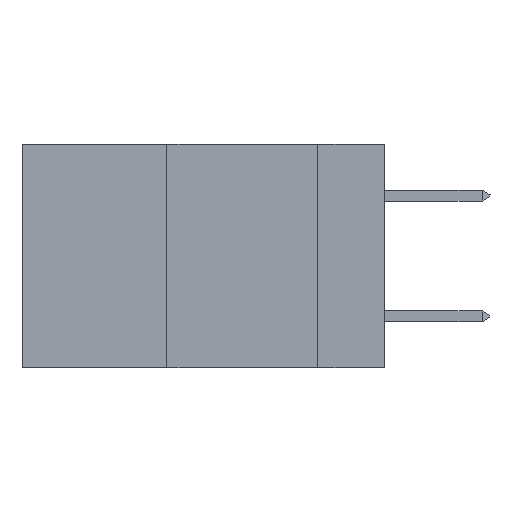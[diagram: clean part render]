
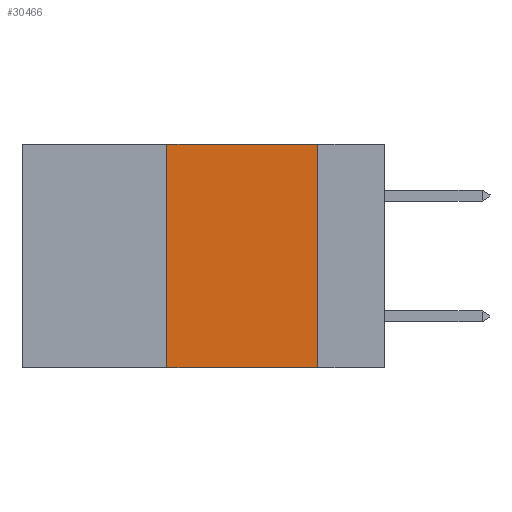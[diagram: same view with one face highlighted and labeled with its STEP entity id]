
A CAD part, left-side view. The second image highlights one B-rep face of the part: STEP entity #30466.
In plain terms, the highlighted planar face has unit normal (-1, 0, 0).
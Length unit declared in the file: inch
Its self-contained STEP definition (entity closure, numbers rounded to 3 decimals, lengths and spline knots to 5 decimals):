
#317 = VECTOR ( 'NONE', #30057, 39.37008 ) ;
#681 = VECTOR ( 'NONE', #7594, 39.37008 ) ;
#1428 = CARTESIAN_POINT ( 'NONE',  ( 0., 0.36, 0. ) ) ;
#2147 = VERTEX_POINT ( 'NONE', #8975 ) ;
#2485 = AXIS2_PLACEMENT_3D ( 'NONE', #14669, #27970, #3047 ) ;
#3047 = DIRECTION ( 'NONE',  ( 0., 0., -1. ) ) ;
#4913 = CARTESIAN_POINT ( 'NONE',  ( 0., 0.6, -0.37 ) ) ;
#5489 = LINE ( 'NONE', #16330, #6752 ) ;
#5993 = EDGE_CURVE ( 'NONE', #18882, #2147, #28384, .T. ) ;
#6752 = VECTOR ( 'NONE', #26940, 39.37008 ) ;
#6862 = EDGE_CURVE ( 'NONE', #17733, #9306, #21626, .T. ) ;
#7594 = DIRECTION ( 'NONE',  ( 0., -1., 0. ) ) ;
#7904 = ORIENTED_EDGE ( 'NONE', *, *, #5993, .F. ) ;
#8827 = FACE_OUTER_BOUND ( 'NONE', #22697, .T. ) ;
#8975 = CARTESIAN_POINT ( 'NONE',  ( 0., 0.11, -0.37 ) ) ;
#9048 = ORIENTED_EDGE ( 'NONE', *, *, #10669, .F. ) ;
#9306 = VERTEX_POINT ( 'NONE', #1428 ) ;
#10669 = EDGE_CURVE ( 'NONE', #9306, #18882, #5489, .T. ) ;
#14669 = CARTESIAN_POINT ( 'NONE',  ( 0., 0.6, 0. ) ) ;
#16330 = CARTESIAN_POINT ( 'NONE',  ( 0., 0.6, 0. ) ) ;
#17546 = EDGE_CURVE ( 'NONE', #17733, #2147, #34459, .T. ) ;
#17733 = VERTEX_POINT ( 'NONE', #22650 ) ;
#18882 = VERTEX_POINT ( 'NONE', #31966 ) ;
#20361 = ORIENTED_EDGE ( 'NONE', *, *, #6862, .F. ) ;
#21626 = LINE ( 'NONE', #30022, #24098 ) ;
#22650 = CARTESIAN_POINT ( 'NONE',  ( 0., 0.36, -0.37 ) ) ;
#22697 = EDGE_LOOP ( 'NONE', ( #7904, #9048, #20361, #23801 ) ) ;
#23801 = ORIENTED_EDGE ( 'NONE', *, *, #17546, .T. ) ;
#24098 = VECTOR ( 'NONE', #32660, 39.37008 ) ;
#24442 = CARTESIAN_POINT ( 'NONE',  ( 0., 0.11, 0. ) ) ;
#26940 = DIRECTION ( 'NONE',  ( 0., -1., 0. ) ) ;
#27848 = PLANE ( 'NONE',  #2485 ) ;
#27970 = DIRECTION ( 'NONE',  ( 1., 0., 0. ) ) ;
#28384 = LINE ( 'NONE', #24442, #317 ) ;
#30022 = CARTESIAN_POINT ( 'NONE',  ( 0., 0.36, 0. ) ) ;
#30057 = DIRECTION ( 'NONE',  ( 0., 0., -1. ) ) ;
#30466 = ADVANCED_FACE ( 'NONE', ( #8827 ), #27848, .F. ) ;
#31966 = CARTESIAN_POINT ( 'NONE',  ( 0., 0.11, 0. ) ) ;
#32660 = DIRECTION ( 'NONE',  ( 0., 0., 1. ) ) ;
#34459 = LINE ( 'NONE', #4913, #681 ) ;
